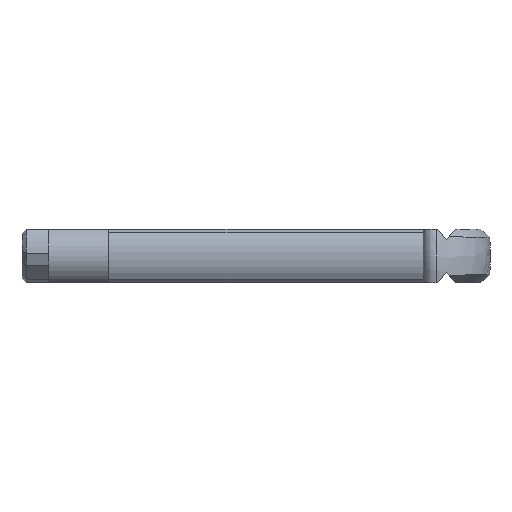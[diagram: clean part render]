
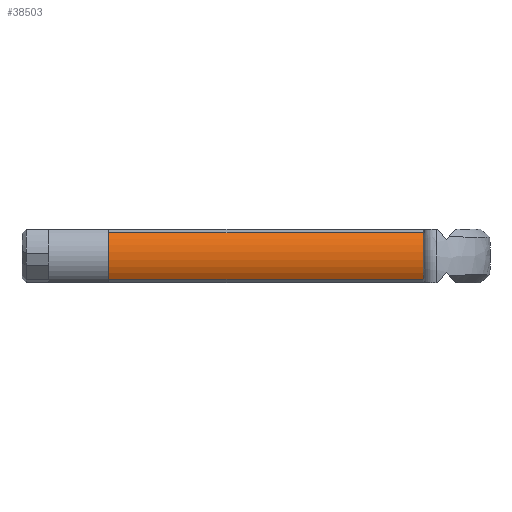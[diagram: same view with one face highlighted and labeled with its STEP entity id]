
A CAD part, front view. The second image highlights one B-rep face of the part: STEP entity #38503.
In plain terms, the highlighted cylindrical face has radius 3.3 mm (diameter 6.6 mm), a partial arc.
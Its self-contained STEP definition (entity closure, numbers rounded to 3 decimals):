
#16996 = PLANE('',#16997);
#16997 = AXIS2_PLACEMENT_3D('',#16998,#16999,#17000);
#16998 = CARTESIAN_POINT('',(-23.5,3.3,0.));
#16999 = DIRECTION('',(-1.,0.,0.));
#17000 = DIRECTION('',(0.,0.,1.));
#17024 = PLANE('',#17025);
#17025 = AXIS2_PLACEMENT_3D('',#17026,#17027,#17028);
#17026 = CARTESIAN_POINT('',(-11.75,-2.561,1.878));
#17027 = DIRECTION('',(0.,-0.464,0.886
    ));
#17028 = DIRECTION('',(1.,0.,0.));
#17052 = PLANE('',#17053);
#17053 = AXIS2_PLACEMENT_3D('',#17054,#17055,#17056);
#17054 = CARTESIAN_POINT('',(0.,5.329,
    0.));
#17055 = DIRECTION('',(-1.,0.,0.));
#17056 = DIRECTION('',(0.,0.,1.));
#36477 = PLANE('',#36478);
#36478 = AXIS2_PLACEMENT_3D('',#36479,#36480,#36481);
#36479 = CARTESIAN_POINT('',(-11.75,-2.561,-1.878));
#36480 = DIRECTION('',(0.,-0.464,
    -0.886));
#36481 = DIRECTION('',(-1.,0.,0.));
#36821 = VERTEX_POINT('',#36822);
#36822 = CARTESIAN_POINT('',(-23.5,-2.795,-1.755));
#36845 = VERTEX_POINT('',#36846);
#36846 = CARTESIAN_POINT('',(0.,-2.795,
    -1.755));
#36867 = EDGE_CURVE('',#36845,#36821,#36868,.T.);
#36868 = SURFACE_CURVE('',#36869,(#36873,#36880),.PCURVE_S1.);
#36869 = LINE('',#36870,#36871);
#36870 = CARTESIAN_POINT('',(-11.75,-2.795,-1.755));
#36871 = VECTOR('',#36872,1.);
#36872 = DIRECTION('',(-1.,0.,0.));
#36873 = PCURVE('',#36477,#36874);
#36874 = DEFINITIONAL_REPRESENTATION('',(#36875),#36879);
#36875 = LINE('',#36876,#36877);
#36876 = CARTESIAN_POINT('',(0.,-0.264));
#36877 = VECTOR('',#36878,1.);
#36878 = DIRECTION('',(1.,0.));
#36879 = ( GEOMETRIC_REPRESENTATION_CONTEXT(2) 
PARAMETRIC_REPRESENTATION_CONTEXT() REPRESENTATION_CONTEXT('2D SPACE',''
  ) );
#36880 = PCURVE('',#36881,#36886);
#36881 = CYLINDRICAL_SURFACE('',#36882,3.3);
#36882 = AXIS2_PLACEMENT_3D('',#36883,#36884,#36885);
#36883 = CARTESIAN_POINT('',(-11.75,0.,
    0.));
#36884 = DIRECTION('',(1.,0.,0.));
#36885 = DIRECTION('',(0.,-1.,0.));
#36886 = DEFINITIONAL_REPRESENTATION('',(#36887),#36891);
#36887 = LINE('',#36888,#36889);
#36888 = CARTESIAN_POINT('',(0.561,0.));
#36889 = VECTOR('',#36890,1.);
#36890 = DIRECTION('',(0.,-1.));
#36891 = ( GEOMETRIC_REPRESENTATION_CONTEXT(2) 
PARAMETRIC_REPRESENTATION_CONTEXT() REPRESENTATION_CONTEXT('2D SPACE',''
  ) );
#36897 = EDGE_CURVE('',#36898,#36821,#36900,.T.);
#36898 = VERTEX_POINT('',#36899);
#36899 = CARTESIAN_POINT('',(-23.5,-2.795,1.755));
#36900 = SURFACE_CURVE('',#36901,(#36906,#36917),.PCURVE_S1.);
#36901 = CIRCLE('',#36902,3.3);
#36902 = AXIS2_PLACEMENT_3D('',#36903,#36904,#36905);
#36903 = CARTESIAN_POINT('',(-23.5,0.,
    0.));
#36904 = DIRECTION('',(1.,0.,0.));
#36905 = DIRECTION('',(0.,0.,1.));
#36906 = PCURVE('',#16996,#36907);
#36907 = DEFINITIONAL_REPRESENTATION('',(#36908),#36916);
#36908 = ( BOUNDED_CURVE() B_SPLINE_CURVE(2,(#36909,#36910,#36911,#36912
    ,#36913,#36914,#36915),.UNSPECIFIED.,.T.,.F.) 
B_SPLINE_CURVE_WITH_KNOTS((1,2,2,2,2,1),(-2.094,0.,
    2.094,4.189,6.283,8.378),
.UNSPECIFIED.) CURVE() GEOMETRIC_REPRESENTATION_ITEM() 
RATIONAL_B_SPLINE_CURVE((1.,0.5,1.,0.5,1.,0.5,1.)) REPRESENTATION_ITEM(
  '') );
#36909 = CARTESIAN_POINT('',(3.3,-3.3));
#36910 = CARTESIAN_POINT('',(3.3,-9.016));
#36911 = CARTESIAN_POINT('',(-1.65,-6.158));
#36912 = CARTESIAN_POINT('',(-6.6,-3.3));
#36913 = CARTESIAN_POINT('',(-1.65,-0.442));
#36914 = CARTESIAN_POINT('',(3.3,2.416));
#36915 = CARTESIAN_POINT('',(3.3,-3.3));
#36916 = ( GEOMETRIC_REPRESENTATION_CONTEXT(2) 
PARAMETRIC_REPRESENTATION_CONTEXT() REPRESENTATION_CONTEXT('2D SPACE',''
  ) );
#36917 = PCURVE('',#36881,#36918);
#36918 = DEFINITIONAL_REPRESENTATION('',(#36919),#36923);
#36919 = LINE('',#36920,#36921);
#36920 = CARTESIAN_POINT('',(-1.571,-11.75));
#36921 = VECTOR('',#36922,1.);
#36922 = DIRECTION('',(1.,0.));
#36923 = ( GEOMETRIC_REPRESENTATION_CONTEXT(2) 
PARAMETRIC_REPRESENTATION_CONTEXT() REPRESENTATION_CONTEXT('2D SPACE',''
  ) );
#37300 = EDGE_CURVE('',#36898,#37301,#37303,.T.);
#37301 = VERTEX_POINT('',#37302);
#37302 = CARTESIAN_POINT('',(0.,-2.795,
    1.755));
#37303 = SURFACE_CURVE('',#37304,(#37308,#37315),.PCURVE_S1.);
#37304 = LINE('',#37305,#37306);
#37305 = CARTESIAN_POINT('',(-11.75,-2.795,1.755));
#37306 = VECTOR('',#37307,1.);
#37307 = DIRECTION('',(1.,0.,0.));
#37308 = PCURVE('',#17024,#37309);
#37309 = DEFINITIONAL_REPRESENTATION('',(#37310),#37314);
#37310 = LINE('',#37311,#37312);
#37311 = CARTESIAN_POINT('',(0.,-0.264));
#37312 = VECTOR('',#37313,1.);
#37313 = DIRECTION('',(1.,0.));
#37314 = ( GEOMETRIC_REPRESENTATION_CONTEXT(2) 
PARAMETRIC_REPRESENTATION_CONTEXT() REPRESENTATION_CONTEXT('2D SPACE',''
  ) );
#37315 = PCURVE('',#36881,#37316);
#37316 = DEFINITIONAL_REPRESENTATION('',(#37317),#37321);
#37317 = LINE('',#37318,#37319);
#37318 = CARTESIAN_POINT('',(-0.561,0.));
#37319 = VECTOR('',#37320,1.);
#37320 = DIRECTION('',(0.,1.));
#37321 = ( GEOMETRIC_REPRESENTATION_CONTEXT(2) 
PARAMETRIC_REPRESENTATION_CONTEXT() REPRESENTATION_CONTEXT('2D SPACE',''
  ) );
#38378 = EDGE_CURVE('',#37301,#36845,#38379,.T.);
#38379 = SURFACE_CURVE('',#38380,(#38385,#38396),.PCURVE_S1.);
#38380 = CIRCLE('',#38381,3.3);
#38381 = AXIS2_PLACEMENT_3D('',#38382,#38383,#38384);
#38382 = CARTESIAN_POINT('',(0.,0.,
    0.));
#38383 = DIRECTION('',(1.,0.,0.));
#38384 = DIRECTION('',(0.,0.,1.));
#38385 = PCURVE('',#17052,#38386);
#38386 = DEFINITIONAL_REPRESENTATION('',(#38387),#38395);
#38387 = ( BOUNDED_CURVE() B_SPLINE_CURVE(2,(#38388,#38389,#38390,#38391
    ,#38392,#38393,#38394),.UNSPECIFIED.,.T.,.F.) 
B_SPLINE_CURVE_WITH_KNOTS((1,2,2,2,2,1),(-2.094,0.,
    2.094,4.189,6.283,8.378),
.UNSPECIFIED.) CURVE() GEOMETRIC_REPRESENTATION_ITEM() 
RATIONAL_B_SPLINE_CURVE((1.,0.5,1.,0.5,1.,0.5,1.)) REPRESENTATION_ITEM(
  '') );
#38388 = CARTESIAN_POINT('',(3.3,-5.329));
#38389 = CARTESIAN_POINT('',(3.3,-11.045));
#38390 = CARTESIAN_POINT('',(-1.65,-8.187));
#38391 = CARTESIAN_POINT('',(-6.6,-5.329));
#38392 = CARTESIAN_POINT('',(-1.65,-2.471));
#38393 = CARTESIAN_POINT('',(3.3,0.387));
#38394 = CARTESIAN_POINT('',(3.3,-5.329));
#38395 = ( GEOMETRIC_REPRESENTATION_CONTEXT(2) 
PARAMETRIC_REPRESENTATION_CONTEXT() REPRESENTATION_CONTEXT('2D SPACE',''
  ) );
#38396 = PCURVE('',#36881,#38397);
#38397 = DEFINITIONAL_REPRESENTATION('',(#38398),#38402);
#38398 = LINE('',#38399,#38400);
#38399 = CARTESIAN_POINT('',(-1.571,11.75));
#38400 = VECTOR('',#38401,1.);
#38401 = DIRECTION('',(1.,0.));
#38402 = ( GEOMETRIC_REPRESENTATION_CONTEXT(2) 
PARAMETRIC_REPRESENTATION_CONTEXT() REPRESENTATION_CONTEXT('2D SPACE',''
  ) );
#38503 = ADVANCED_FACE('',(#38504),#36881,.T.);
#38504 = FACE_BOUND('',#38505,.T.);
#38505 = EDGE_LOOP('',(#38506,#38507,#38508,#38509));
#38506 = ORIENTED_EDGE('',*,*,#36867,.F.);
#38507 = ORIENTED_EDGE('',*,*,#38378,.F.);
#38508 = ORIENTED_EDGE('',*,*,#37300,.F.);
#38509 = ORIENTED_EDGE('',*,*,#36897,.T.);
